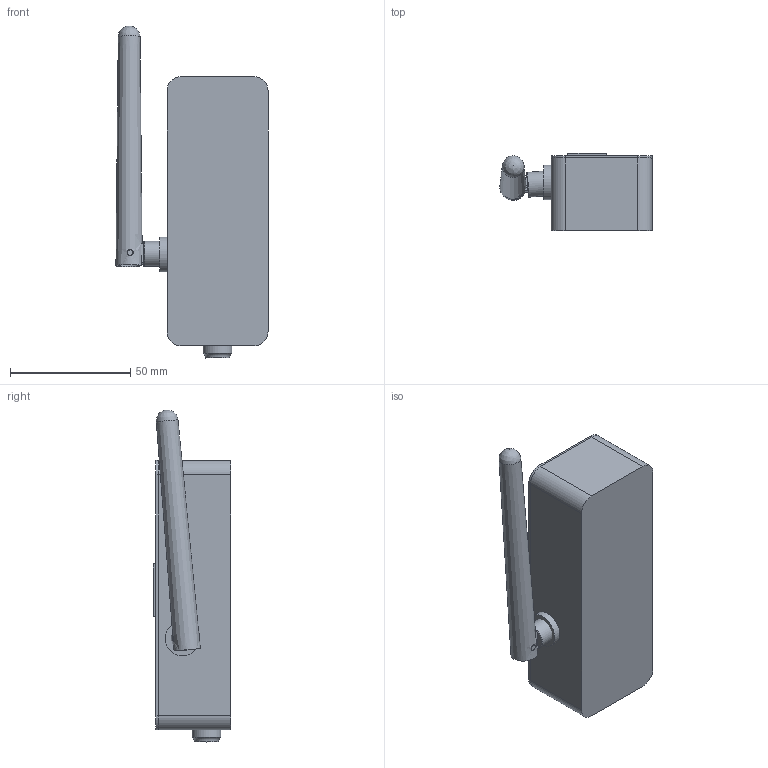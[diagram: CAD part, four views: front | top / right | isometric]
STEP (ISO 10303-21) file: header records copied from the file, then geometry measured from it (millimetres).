
FILE_DESCRIPTION(/* description */ (''),/* implementation_level */ '2;1');
FILE_NAME(/* name */ 'LOCIK.step',/* time_stamp */ '2022-11-20T11:12:04+01:00',/* author */ (''),/* organization */ (''),/* preprocessor_version */ 'ST-DEVELOPER v19.2',/* originating_system */ 'Autodesk Translation Framework v11.17.0.187',/* authorisation */ '');
FILE_SCHEMA (('AUTOMOTIVE_DESIGN { 1 0 10303 214 3 1 1 }'));
Length unit declared in the file: millimetre
Products named in the file (6): project_hackathon (v3~recovered); antenna_WiFi_RP-SMA_conn; ant; conn_body; SMA_threads; socket
Assembly tree (5 placements, depth 3):
  project_hackathon (v3~recovered)
    antenna_WiFi_RP-SMA_conn
      ant
      conn_body
      SMA_threads
      socket
Bounding box: 63.23 x 32 x 137.97 mm (x, y, z)
Volume: 24229.2 mm3; surface area: 43884.3 mm2
Topology: 11 solids, 12 shells, 647 faces, 2017 edges, 1345 vertices
Faces by surface type: plane 474, cylinder 157, torus 8, bspline 6, cone 2
Full cylindrical faces by diameter (mm): 1.1 x2, 1.27 x1, 2.45 x2, 2.5 x2, 5.664 x1, 8 x2, 9.5 x1, 9.75 x1, 10.4 x1, 12 x2, 14.422 x2
Entity records: 23476 total; most frequent: CARTESIAN_POINT 4785, ORIENTED_EDGE 4034, DIRECTION 3834, EDGE_CURVE 2017, VERTEX_POINT 1345, AXIS2_PLACEMENT_3D 1316, LINE 1202, VECTOR 1202
